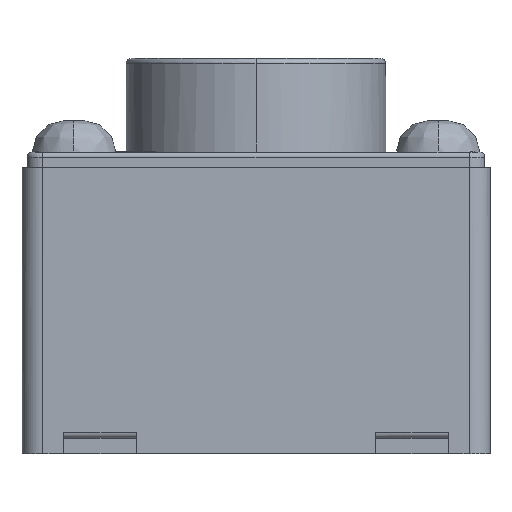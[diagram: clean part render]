
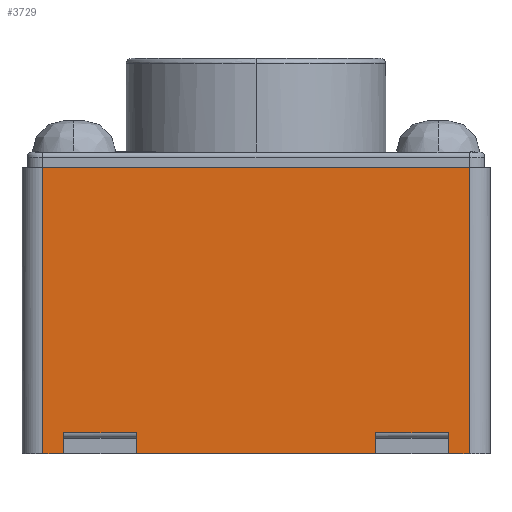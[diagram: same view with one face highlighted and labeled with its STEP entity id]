
A CAD part, left-side view. The second image highlights one B-rep face of the part: STEP entity #3729.
In plain terms, the highlighted planar face has unit normal (-1, 0, 0).
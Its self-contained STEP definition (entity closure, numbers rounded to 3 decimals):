
#3 = CARTESIAN_POINT ( 'NONE',  ( -2.25, -2.472, -0.287 ) ) ;
#15 = CARTESIAN_POINT ( 'NONE',  ( -2.25, 2.05, 0. ) ) ;
#19 = B_SPLINE_CURVE_WITH_KNOTS ( 'NONE', 3,
 ( #1932, #2942, #1060, #1037 ),
 .UNSPECIFIED., .F., .F.,
 ( 4, 4 ),
 ( 0., 1. ),
 .UNSPECIFIED. ) ;
#96 = CARTESIAN_POINT ( 'NONE',  ( -2.25, 0.383, 0. ) ) ;
#110 = EDGE_CURVE ( 'NONE', #1338, #787, #3202, .T. ) ;
#117 = CARTESIAN_POINT ( 'NONE',  ( -2.25, -0.383, 0. ) ) ;
#135 = EDGE_CURVE ( 'NONE', #2213, #3025, #1604, .T. ) ;
#188 = VERTEX_POINT ( 'NONE', #3934 ) ;
#326 = CARTESIAN_POINT ( 'NONE',  ( -2.25, 2.05, 2.75 ) ) ;
#409 = CARTESIAN_POINT ( 'NONE',  ( -2.25, -2.05, 2.75 ) ) ;
#470 = CARTESIAN_POINT ( 'NONE',  ( -2.25, -1.15, 0.133 ) ) ;
#482 = CARTESIAN_POINT ( 'NONE',  ( -2.25, -2.05, 0. ) ) ;
#484 = B_SPLINE_CURVE_WITH_KNOTS ( 'NONE', 3,
 ( #1411, #726, #470, #1999 ),
 .UNSPECIFIED., .F., .F.,
 ( 4, 4 ),
 ( 0., 1. ),
 .UNSPECIFIED. ) ;
#487 = B_SPLINE_CURVE_WITH_KNOTS ( 'NONE', 3,
 ( #3775, #3512, #1886, #326 ),
 .UNSPECIFIED., .F., .F.,
 ( 4, 4 ),
 ( 0., 1. ),
 .UNSPECIFIED. ) ;
#646 = B_SPLINE_CURVE_WITH_KNOTS ( 'NONE', 3,
 ( #3133, #2736, #3074, #1163 ),
 .UNSPECIFIED., .F., .F.,
 ( 4, 4 ),
 ( 0., 1. ),
 .UNSPECIFIED. ) ;
#675 = CARTESIAN_POINT ( 'NONE',  ( -2.25, -2.05, 0.917 ) ) ;
#707 = EDGE_CURVE ( 'NONE', #3758, #2181, #19, .T. ) ;
#726 = CARTESIAN_POINT ( 'NONE',  ( -2.25, -1.15, 0.067 ) ) ;
#761 = CARTESIAN_POINT ( 'NONE',  ( -2.25, 1.85, 0. ) ) ;
#787 = VERTEX_POINT ( 'NONE', #3268 ) ;
#797 = B_SPLINE_CURVE_WITH_KNOTS ( 'NONE', 3,
 ( #2793, #1892, #2216, #2856 ),
 .UNSPECIFIED., .F., .F.,
 ( 4, 4 ),
 ( 0., 1. ),
 .UNSPECIFIED. ) ;
#913 = AXIS2_PLACEMENT_3D ( 'NONE', #3, #1578, #2589 ) ;
#921 = ORIENTED_EDGE ( 'NONE', *, *, #3070, .F. ) ;
#996 = FACE_OUTER_BOUND ( 'NONE', #1584, .T. ) ;
#1037 = CARTESIAN_POINT ( 'NONE',  ( -2.25, -1.85, 0.2 ) ) ;
#1060 = CARTESIAN_POINT ( 'NONE',  ( -2.25, -1.617, 0.2 ) ) ;
#1090 = EDGE_CURVE ( 'NONE', #1338, #3758, #484, .T. ) ;
#1144 = B_SPLINE_CURVE_WITH_KNOTS ( 'NONE', 3,
 ( #3482, #675, #3219, #409 ),
 .UNSPECIFIED., .F., .F.,
 ( 4, 4 ),
 ( 0., 1. ),
 .UNSPECIFIED. ) ;
#1163 = CARTESIAN_POINT ( 'NONE',  ( -2.25, 1.15, 0. ) ) ;
#1219 = CARTESIAN_POINT ( 'NONE',  ( -2.25, 2.05, 0.917 ) ) ;
#1280 = CARTESIAN_POINT ( 'NONE',  ( -2.25, 2.05, 0. ) ) ;
#1338 = VERTEX_POINT ( 'NONE', #3389 ) ;
#1360 = ORIENTED_EDGE ( 'NONE', *, *, #3848, .T. ) ;
#1386 = CARTESIAN_POINT ( 'NONE',  ( -2.25, -1.15, 0. ) ) ;
#1405 = B_SPLINE_CURVE_WITH_KNOTS ( 'NONE', 3,
 ( #3599, #2978, #1431, #2704 ),
 .UNSPECIFIED., .F., .F.,
 ( 4, 4 ),
 ( 0., 1. ),
 .UNSPECIFIED. ) ;
#1411 = CARTESIAN_POINT ( 'NONE',  ( -2.25, -1.15, 0. ) ) ;
#1431 = CARTESIAN_POINT ( 'NONE',  ( -2.25, 1.983, 0. ) ) ;
#1546 = CARTESIAN_POINT ( 'NONE',  ( -2.25, -1.85, 0.2 ) ) ;
#1578 = DIRECTION ( 'NONE',  ( -1., 0., 0. ) ) ;
#1584 = EDGE_LOOP ( 'NONE', ( #2433, #3890, #2051, #1967, #921, #2176, #3536, #2496, #2218, #3564, #1360, #2135 ) ) ;
#1604 = B_SPLINE_CURVE_WITH_KNOTS ( 'NONE', 3,
 ( #3891, #3616, #2352, #761 ),
 .UNSPECIFIED., .F., .F.,
 ( 4, 4 ),
 ( 0., 1. ),
 .UNSPECIFIED. ) ;
#1633 = EDGE_CURVE ( 'NONE', #188, #4051, #487, .T. ) ;
#1678 = CARTESIAN_POINT ( 'NONE',  ( -2.25, -1.85, 0.067 ) ) ;
#1770 = CARTESIAN_POINT ( 'NONE',  ( -2.25, -1.917, 0. ) ) ;
#1772 = VERTEX_POINT ( 'NONE', #2318 ) ;
#1847 = CARTESIAN_POINT ( 'NONE',  ( -2.25, -1.85, 0. ) ) ;
#1886 = CARTESIAN_POINT ( 'NONE',  ( -2.25, 0.683, 2.75 ) ) ;
#1891 = PLANE ( 'NONE',  #913 ) ;
#1892 = CARTESIAN_POINT ( 'NONE',  ( -2.25, 1.617, 0.2 ) ) ;
#1932 = CARTESIAN_POINT ( 'NONE',  ( -2.25, -1.15, 0.2 ) ) ;
#1943 = VERTEX_POINT ( 'NONE', #1280 ) ;
#1967 = ORIENTED_EDGE ( 'NONE', *, *, #3180, .T. ) ;
#1999 = CARTESIAN_POINT ( 'NONE',  ( -2.25, -1.15, 0.2 ) ) ;
#2051 = ORIENTED_EDGE ( 'NONE', *, *, #707, .T. ) ;
#2135 = ORIENTED_EDGE ( 'NONE', *, *, #3614, .T. ) ;
#2176 = ORIENTED_EDGE ( 'NONE', *, *, #3107, .T. ) ;
#2181 = VERTEX_POINT ( 'NONE', #1546 ) ;
#2213 = VERTEX_POINT ( 'NONE', #2225 ) ;
#2216 = CARTESIAN_POINT ( 'NONE',  ( -2.25, 1.383, 0.2 ) ) ;
#2218 = ORIENTED_EDGE ( 'NONE', *, *, #2902, .F. ) ;
#2225 = CARTESIAN_POINT ( 'NONE',  ( -2.25, 1.85, 0.2 ) ) ;
#2303 = B_SPLINE_CURVE_WITH_KNOTS ( 'NONE', 3,
 ( #482, #2415, #1770, #1847 ),
 .UNSPECIFIED., .F., .F.,
 ( 4, 4 ),
 ( 0., 1. ),
 .UNSPECIFIED. ) ;
#2318 = CARTESIAN_POINT ( 'NONE',  ( -2.25, 1.15, 0.2 ) ) ;
#2352 = CARTESIAN_POINT ( 'NONE',  ( -2.25, 1.85, 0.067 ) ) ;
#2415 = CARTESIAN_POINT ( 'NONE',  ( -2.25, -1.983, 0. ) ) ;
#2433 = ORIENTED_EDGE ( 'NONE', *, *, #110, .F. ) ;
#2496 = ORIENTED_EDGE ( 'NONE', *, *, #2677, .T. ) ;
#2499 = CARTESIAN_POINT ( 'NONE',  ( -2.25, 2.05, 2.75 ) ) ;
#2520 = VERTEX_POINT ( 'NONE', #4084 ) ;
#2522 = CARTESIAN_POINT ( 'NONE',  ( -2.25, 2.05, 1.833 ) ) ;
#2589 = DIRECTION ( 'NONE',  ( 0., 0., 1. ) ) ;
#2677 = EDGE_CURVE ( 'NONE', #4051, #1943, #3056, .T. ) ;
#2704 = CARTESIAN_POINT ( 'NONE',  ( -2.25, 2.05, 0. ) ) ;
#2736 = CARTESIAN_POINT ( 'NONE',  ( -2.25, 1.15, 0.133 ) ) ;
#2793 = CARTESIAN_POINT ( 'NONE',  ( -2.25, 1.85, 0.2 ) ) ;
#2856 = CARTESIAN_POINT ( 'NONE',  ( -2.25, 1.15, 0.2 ) ) ;
#2863 = CARTESIAN_POINT ( 'NONE',  ( -2.25, -1.85, 0.133 ) ) ;
#2902 = EDGE_CURVE ( 'NONE', #3025, #1943, #1405, .T. ) ;
#2942 = CARTESIAN_POINT ( 'NONE',  ( -2.25, -1.383, 0.2 ) ) ;
#2957 = CARTESIAN_POINT ( 'NONE',  ( -2.25, -1.85, 0. ) ) ;
#2978 = CARTESIAN_POINT ( 'NONE',  ( -2.25, 1.917, 0. ) ) ;
#3002 = CARTESIAN_POINT ( 'NONE',  ( -2.25, 1.15, 0. ) ) ;
#3025 = VERTEX_POINT ( 'NONE', #3127 ) ;
#3056 = B_SPLINE_CURVE_WITH_KNOTS ( 'NONE', 3,
 ( #4105, #2522, #1219, #15 ),
 .UNSPECIFIED., .F., .F.,
 ( 4, 4 ),
 ( 0., 1. ),
 .UNSPECIFIED. ) ;
#3070 = EDGE_CURVE ( 'NONE', #2520, #3671, #2303, .T. ) ;
#3074 = CARTESIAN_POINT ( 'NONE',  ( -2.25, 1.15, 0.067 ) ) ;
#3107 = EDGE_CURVE ( 'NONE', #2520, #188, #1144, .T. ) ;
#3127 = CARTESIAN_POINT ( 'NONE',  ( -2.25, 1.85, 0. ) ) ;
#3133 = CARTESIAN_POINT ( 'NONE',  ( -2.25, 1.15, 0.2 ) ) ;
#3180 = EDGE_CURVE ( 'NONE', #2181, #3671, #3537, .T. ) ;
#3202 = B_SPLINE_CURVE_WITH_KNOTS ( 'NONE', 3,
 ( #1386, #117, #96, #3002 ),
 .UNSPECIFIED., .F., .F.,
 ( 4, 4 ),
 ( 0., 1. ),
 .UNSPECIFIED. ) ;
#3219 = CARTESIAN_POINT ( 'NONE',  ( -2.25, -2.05, 1.833 ) ) ;
#3268 = CARTESIAN_POINT ( 'NONE',  ( -2.25, 1.15, 0. ) ) ;
#3370 = CARTESIAN_POINT ( 'NONE',  ( -2.25, -1.85, 0. ) ) ;
#3389 = CARTESIAN_POINT ( 'NONE',  ( -2.25, -1.15, 0. ) ) ;
#3482 = CARTESIAN_POINT ( 'NONE',  ( -2.25, -2.05, 0. ) ) ;
#3512 = CARTESIAN_POINT ( 'NONE',  ( -2.25, -0.683, 2.75 ) ) ;
#3536 = ORIENTED_EDGE ( 'NONE', *, *, #1633, .T. ) ;
#3537 = B_SPLINE_CURVE_WITH_KNOTS ( 'NONE', 3,
 ( #3850, #2863, #1678, #2957 ),
 .UNSPECIFIED., .F., .F.,
 ( 4, 4 ),
 ( 0., 1. ),
 .UNSPECIFIED. ) ;
#3564 = ORIENTED_EDGE ( 'NONE', *, *, #135, .F. ) ;
#3599 = CARTESIAN_POINT ( 'NONE',  ( -2.25, 1.85, 0. ) ) ;
#3614 = EDGE_CURVE ( 'NONE', #1772, #787, #646, .T. ) ;
#3616 = CARTESIAN_POINT ( 'NONE',  ( -2.25, 1.85, 0.133 ) ) ;
#3671 = VERTEX_POINT ( 'NONE', #3370 ) ;
#3729 = ADVANCED_FACE ( 'NONE', ( #996 ), #1891, .T. ) ;
#3758 = VERTEX_POINT ( 'NONE', #3818 ) ;
#3775 = CARTESIAN_POINT ( 'NONE',  ( -2.25, -2.05, 2.75 ) ) ;
#3818 = CARTESIAN_POINT ( 'NONE',  ( -2.25, -1.15, 0.2 ) ) ;
#3848 = EDGE_CURVE ( 'NONE', #2213, #1772, #797, .T. ) ;
#3850 = CARTESIAN_POINT ( 'NONE',  ( -2.25, -1.85, 0.2 ) ) ;
#3890 = ORIENTED_EDGE ( 'NONE', *, *, #1090, .T. ) ;
#3891 = CARTESIAN_POINT ( 'NONE',  ( -2.25, 1.85, 0.2 ) ) ;
#3934 = CARTESIAN_POINT ( 'NONE',  ( -2.25, -2.05, 2.75 ) ) ;
#4051 = VERTEX_POINT ( 'NONE', #2499 ) ;
#4084 = CARTESIAN_POINT ( 'NONE',  ( -2.25, -2.05, 0. ) ) ;
#4105 = CARTESIAN_POINT ( 'NONE',  ( -2.25, 2.05, 2.75 ) ) ;
